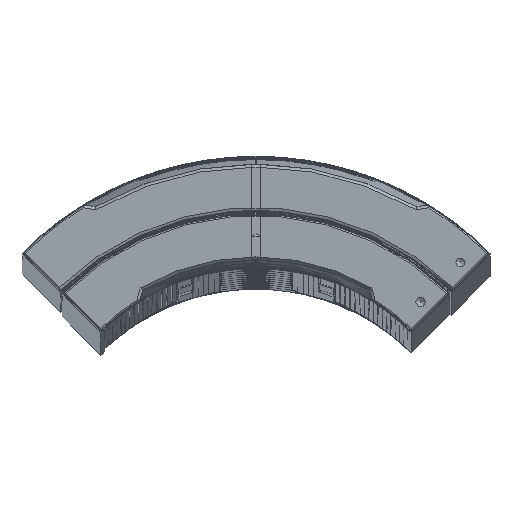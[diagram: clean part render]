
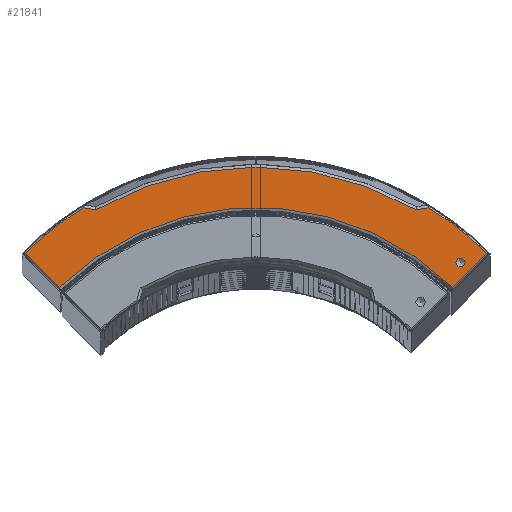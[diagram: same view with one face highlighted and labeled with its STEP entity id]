
A CAD part, top view. The second image highlights one B-rep face of the part: STEP entity #21841.
In plain terms, the highlighted planar face has unit normal (0, 0, 1).
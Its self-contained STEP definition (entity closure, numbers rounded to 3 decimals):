
#7290=FACE_BOUND('',#31920,.T.);
#7291=FACE_BOUND('',#31921,.T.);
#17873=PLANE('',#79476);
#21841=ADVANCED_FACE('',(#7290,#7291),#17873,.T.);
#31920=EDGE_LOOP('',(#49505));
#31921=EDGE_LOOP('',(#49506,#49507,#49508,#49509,#49510,#49511,#49512,#49513));
#49505=ORIENTED_EDGE('',*,*,#69770,.T.);
#49506=ORIENTED_EDGE('',*,*,#69771,.T.);
#49507=ORIENTED_EDGE('',*,*,#69772,.T.);
#49508=ORIENTED_EDGE('',*,*,#69773,.T.);
#49509=ORIENTED_EDGE('',*,*,#69774,.T.);
#49510=ORIENTED_EDGE('',*,*,#69775,.T.);
#49511=ORIENTED_EDGE('',*,*,#69776,.T.);
#49512=ORIENTED_EDGE('',*,*,#69777,.T.);
#49513=ORIENTED_EDGE('',*,*,#69778,.T.);
#59935=VERTEX_POINT('',#760457);
#59936=VERTEX_POINT('',#760459);
#59937=VERTEX_POINT('',#760460);
#59938=VERTEX_POINT('',#760462);
#59939=VERTEX_POINT('',#760464);
#59940=VERTEX_POINT('',#760466);
#59941=VERTEX_POINT('',#760468);
#59942=VERTEX_POINT('',#760470);
#59943=VERTEX_POINT('',#760472);
#69770=EDGE_CURVE('',#59935,#59935,#76395,.T.);
#69771=EDGE_CURVE('',#59936,#59937,#76396,.T.);
#69772=EDGE_CURVE('',#59937,#59938,#73550,.T.);
#69773=EDGE_CURVE('',#59938,#59939,#76397,.T.);
#69774=EDGE_CURVE('',#59939,#59940,#73551,.T.);
#69775=EDGE_CURVE('',#59940,#59941,#76398,.T.);
#69776=EDGE_CURVE('',#59941,#59942,#73552,.T.);
#69777=EDGE_CURVE('',#59942,#59943,#76399,.T.);
#69778=EDGE_CURVE('',#59943,#59936,#73553,.T.);
#73550=LINE('',#760461,#75409);
#73551=LINE('',#760465,#75410);
#73552=LINE('',#760469,#75411);
#73553=LINE('',#760473,#75412);
#75409=VECTOR('',#87172,1.);
#75410=VECTOR('',#87175,1.);
#75411=VECTOR('',#87178,1.);
#75412=VECTOR('',#87181,1.);
#76395=CIRCLE('',#79471,1.65);
#76396=CIRCLE('',#79472,112.166);
#76397=CIRCLE('',#79473,109.37);
#76398=CIRCLE('',#79474,112.166);
#76399=CIRCLE('',#79475,95.613);
#79471=AXIS2_PLACEMENT_3D('',#760456,#87168,#87169);
#79472=AXIS2_PLACEMENT_3D('',#760458,#87170,#87171);
#79473=AXIS2_PLACEMENT_3D('',#760463,#87173,#87174);
#79474=AXIS2_PLACEMENT_3D('',#760467,#87176,#87177);
#79475=AXIS2_PLACEMENT_3D('',#760471,#87179,#87180);
#79476=AXIS2_PLACEMENT_3D('',#760474,#87182,#87183);
#87168=DIRECTION('',(0.,0.,-1.));
#87169=DIRECTION('',(-1.,0.,0.));
#87170=DIRECTION('',(0.,0.,1.));
#87171=DIRECTION('',(1.,0.,0.));
#87172=DIRECTION('',(-0.984,-0.178,0.));
#87173=DIRECTION('',(0.,0.,1.));
#87174=DIRECTION('',(1.,0.,0.));
#87175=DIRECTION('',(-0.984,0.178,0.));
#87176=DIRECTION('',(0.,0.,1.));
#87177=DIRECTION('',(1.,0.,0.));
#87178=DIRECTION('',(0.707,-0.707,0.));
#87179=DIRECTION('',(0.,0.,-1.));
#87180=DIRECTION('',(1.,0.,0.));
#87181=DIRECTION('',(0.707,0.707,0.));
#87182=DIRECTION('',(0.,0.,1.));
#87183=DIRECTION('',(1.,0.,0.));
#760456=CARTESIAN_POINT('',(69.537,76.958,161.713));
#760457=CARTESIAN_POINT('',(67.887,76.958,161.713));
#760458=CARTESIAN_POINT('',(0.,0.,161.713));
#760459=CARTESIAN_POINT('',(78.511,80.108,161.713));
#760460=CARTESIAN_POINT('',(58.728,95.563,161.713));
#760461=CARTESIAN_POINT('',(54.896,94.868,161.713));
#760462=CARTESIAN_POINT('',(54.537,94.803,161.713));
#760463=CARTESIAN_POINT('',(0.,0.,161.713));
#760464=CARTESIAN_POINT('',(-54.537,94.803,161.713));
#760465=CARTESIAN_POINT('',(14.91,82.207,161.713));
#760466=CARTESIAN_POINT('',(-58.728,95.563,161.713));
#760467=CARTESIAN_POINT('',(0.,0.,161.713));
#760468=CARTESIAN_POINT('',(-78.511,80.108,161.713));
#760469=CARTESIAN_POINT('',(0.798,0.798,161.713));
#760470=CARTESIAN_POINT('',(-66.806,68.402,161.713));
#760471=CARTESIAN_POINT('',(0.,0.,161.713));
#760472=CARTESIAN_POINT('',(66.806,68.402,161.713));
#760473=CARTESIAN_POINT('',(-0.798,0.798,161.713));
#760474=CARTESIAN_POINT('',(0.,0.,161.713));
